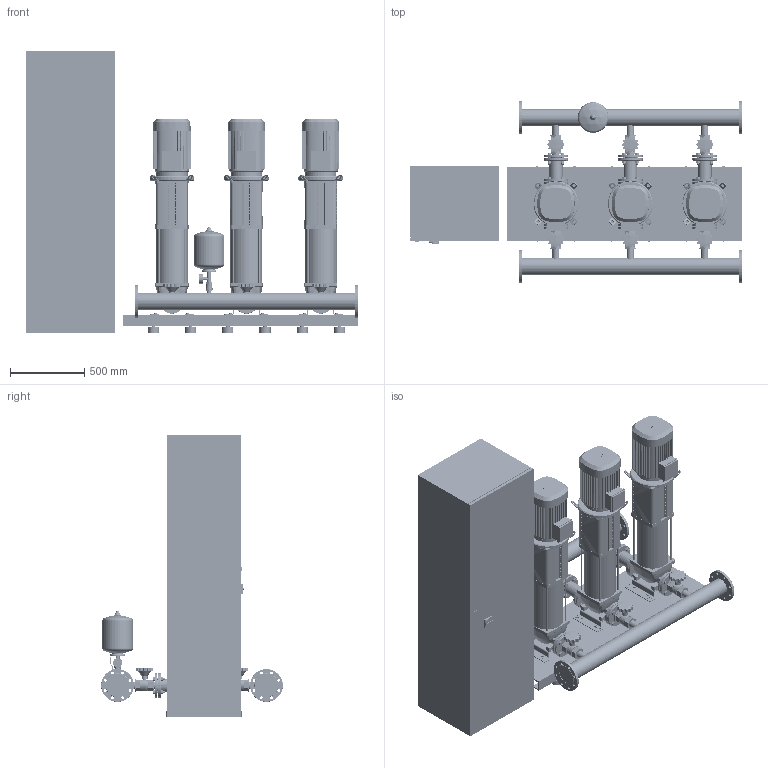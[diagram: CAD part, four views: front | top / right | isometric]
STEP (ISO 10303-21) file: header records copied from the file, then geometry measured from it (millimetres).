
FILE_DESCRIPTION((''),'2;1');
FILE_NAME('3d_CO-3HELIXV2207_K_CC-01-2530524.stp','2016-01-25T09:45:00',(''),(''),'Mechanical Desktop 2009','Mechanical Desktop 2009',', , ');
FILE_SCHEMA(('CONFIG_CONTROL_DESIGN'));
Length unit declared in the file: millimetre
Products named in the file (1): Product
Bounding box: 2230 x 1220 x 1900 mm (x, y, z)
Volume: 783514762.5 mm3; surface area: 18797218.7 mm2
Topology: 167 solids, 167 shells, 5999 faces, 15297 edges, 9959 vertices
Faces by surface type: plane 2413, cylinder 1611, bspline 1477, cone 292, torus 198, sphere 8
Entity records: 201517 total; most frequent: CARTESIAN_POINT 56218, ORIENTED_EDGE 30582, DIRECTION 28778, EDGE_CURVE 15291, VERTEX_POINT 9955, AXIS2_PLACEMENT_3D 9716, VECTOR 9346, LINE 9346
